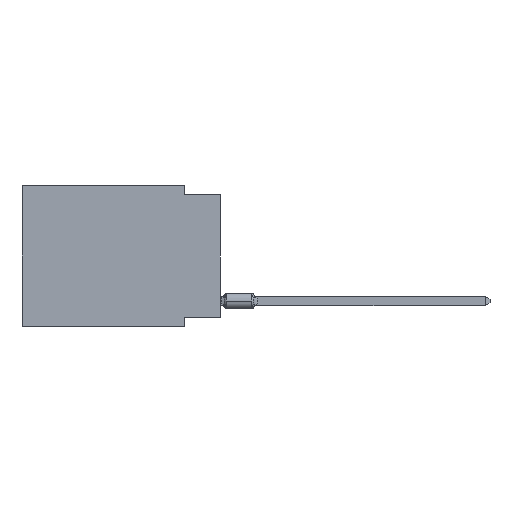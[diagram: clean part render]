
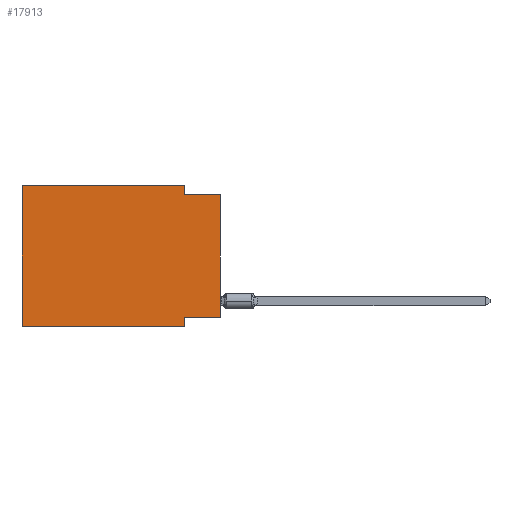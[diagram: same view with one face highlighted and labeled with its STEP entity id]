
A CAD part, left-side view. The second image highlights one B-rep face of the part: STEP entity #17913.
In plain terms, the highlighted planar face has unit normal (-1, 0, 0).
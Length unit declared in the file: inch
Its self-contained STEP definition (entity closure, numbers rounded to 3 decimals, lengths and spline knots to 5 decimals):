
#164 = DIRECTION ( 'NONE',  ( 0., 1., 0. ) ) ;
#720 = VERTEX_POINT ( 'NONE', #861 ) ;
#861 = CARTESIAN_POINT ( 'NONE',  ( 0., 0.55, 0. ) ) ;
#1125 = LINE ( 'NONE', #33505, #48360 ) ;
#3917 = CARTESIAN_POINT ( 'NONE',  ( 0., 0.55, 0. ) ) ;
#4220 = PLANE ( 'NONE',  #21690 ) ;
#4853 = CARTESIAN_POINT ( 'NONE',  ( 0., 0.55, -0.39 ) ) ;
#4949 = VERTEX_POINT ( 'NONE', #26443 ) ;
#8367 = ORIENTED_EDGE ( 'NONE', *, *, #11929, .T. ) ;
#8631 = CARTESIAN_POINT ( 'NONE',  ( 0., 0., -0.025 ) ) ;
#9016 = FACE_OUTER_BOUND ( 'NONE', #19959, .T. ) ;
#10206 = LINE ( 'NONE', #42019, #30972 ) ;
#10327 = EDGE_CURVE ( 'NONE', #32274, #4949, #30582, .T. ) ;
#10402 = VECTOR ( 'NONE', #164, 39.37008 ) ;
#11929 = EDGE_CURVE ( 'NONE', #24897, #56094, #37514, .T. ) ;
#13626 = VECTOR ( 'NONE', #39418, 39.37008 ) ;
#16754 = LINE ( 'NONE', #26051, #51782 ) ;
#17517 = CARTESIAN_POINT ( 'NONE',  ( 0., 0., 0. ) ) ;
#17913 = ADVANCED_FACE ( 'NONE', ( #9016 ), #4220, .F. ) ;
#18154 = VERTEX_POINT ( 'NONE', #29377 ) ;
#19015 = LINE ( 'NONE', #37294, #56071 ) ;
#19362 = VECTOR ( 'NONE', #30290, 39.37008 ) ;
#19959 = EDGE_LOOP ( 'NONE', ( #22171, #23669, #27454, #22403, #38913, #8367, #42444, #34912 ) ) ;
#21534 = DIRECTION ( 'NONE',  ( 0., 0., -1. ) ) ;
#21570 = EDGE_CURVE ( 'NONE', #25993, #18154, #45491, .T. ) ;
#21690 = AXIS2_PLACEMENT_3D ( 'NONE', #3917, #35705, #23094 ) ;
#22171 = ORIENTED_EDGE ( 'NONE', *, *, #40673, .T. ) ;
#22298 = LINE ( 'NONE', #17517, #13626 ) ;
#22403 = ORIENTED_EDGE ( 'NONE', *, *, #51096, .F. ) ;
#23094 = DIRECTION ( 'NONE',  ( 0., 0., -1. ) ) ;
#23669 = ORIENTED_EDGE ( 'NONE', *, *, #41242, .F. ) ;
#23726 = CARTESIAN_POINT ( 'NONE',  ( 0., 0.55, -0.39 ) ) ;
#23919 = DIRECTION ( 'NONE',  ( 0., -1., 0. ) ) ;
#24897 = VERTEX_POINT ( 'NONE', #4853 ) ;
#25993 = VERTEX_POINT ( 'NONE', #43389 ) ;
#26051 = CARTESIAN_POINT ( 'NONE',  ( 0., 0.1, -0.39 ) ) ;
#26443 = CARTESIAN_POINT ( 'NONE',  ( 0., 0.1, -0.025 ) ) ;
#27454 = ORIENTED_EDGE ( 'NONE', *, *, #10327, .F. ) ;
#29377 = CARTESIAN_POINT ( 'NONE',  ( 0., 0.1, -0.365 ) ) ;
#30290 = DIRECTION ( 'NONE',  ( 0., 0., -1. ) ) ;
#30582 = LINE ( 'NONE', #43805, #19362 ) ;
#30972 = VECTOR ( 'NONE', #57559, 39.37008 ) ;
#32274 = VERTEX_POINT ( 'NONE', #56759 ) ;
#32400 = EDGE_CURVE ( 'NONE', #24897, #720, #19015, .T. ) ;
#33038 = VERTEX_POINT ( 'NONE', #8631 ) ;
#33505 = CARTESIAN_POINT ( 'NONE',  ( 0., 0.55, 0. ) ) ;
#34912 = ORIENTED_EDGE ( 'NONE', *, *, #21570, .F. ) ;
#35705 = DIRECTION ( 'NONE',  ( 1., 0., 0. ) ) ;
#36693 = VECTOR ( 'NONE', #42029, 39.37008 ) ;
#37294 = CARTESIAN_POINT ( 'NONE',  ( 0., 0.55, 0. ) ) ;
#37514 = LINE ( 'NONE', #23726, #36693 ) ;
#37720 = EDGE_CURVE ( 'NONE', #18154, #56094, #16754, .T. ) ;
#38913 = ORIENTED_EDGE ( 'NONE', *, *, #32400, .F. ) ;
#39418 = DIRECTION ( 'NONE',  ( 0., 0., 1. ) ) ;
#40673 = EDGE_CURVE ( 'NONE', #25993, #33038, #22298, .T. ) ;
#41242 = EDGE_CURVE ( 'NONE', #4949, #33038, #10206, .T. ) ;
#42019 = CARTESIAN_POINT ( 'NONE',  ( 0., 0., -0.025 ) ) ;
#42029 = DIRECTION ( 'NONE',  ( 0., -1., 0. ) ) ;
#42444 = ORIENTED_EDGE ( 'NONE', *, *, #37720, .F. ) ;
#43262 = CARTESIAN_POINT ( 'NONE',  ( 0., 0.1, -0.39 ) ) ;
#43389 = CARTESIAN_POINT ( 'NONE',  ( 0., 0., -0.365 ) ) ;
#43805 = CARTESIAN_POINT ( 'NONE',  ( 0., 0.1, 0. ) ) ;
#45491 = LINE ( 'NONE', #50305, #10402 ) ;
#48360 = VECTOR ( 'NONE', #23919, 39.37008 ) ;
#50305 = CARTESIAN_POINT ( 'NONE',  ( 0., 0., -0.365 ) ) ;
#51096 = EDGE_CURVE ( 'NONE', #720, #32274, #1125, .T. ) ;
#51150 = DIRECTION ( 'NONE',  ( 0., 0., 1. ) ) ;
#51782 = VECTOR ( 'NONE', #21534, 39.37008 ) ;
#56071 = VECTOR ( 'NONE', #51150, 39.37008 ) ;
#56094 = VERTEX_POINT ( 'NONE', #43262 ) ;
#56759 = CARTESIAN_POINT ( 'NONE',  ( 0., 0.1, 0. ) ) ;
#57559 = DIRECTION ( 'NONE',  ( 0., -1., 0. ) ) ;
